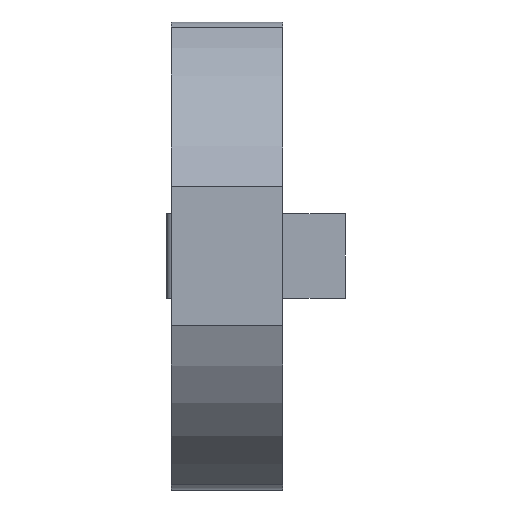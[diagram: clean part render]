
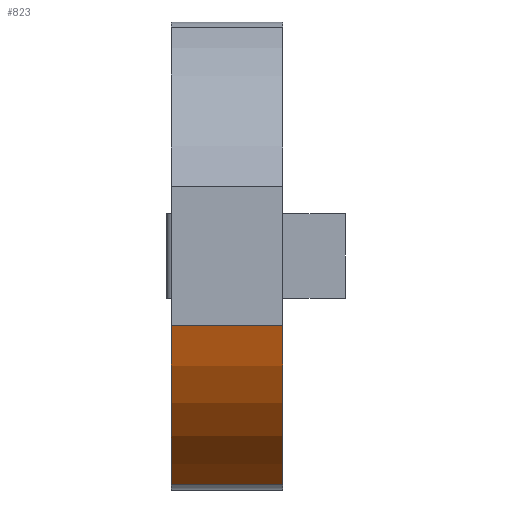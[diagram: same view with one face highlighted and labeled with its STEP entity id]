
A CAD part, left-side view. The second image highlights one B-rep face of the part: STEP entity #823.
In plain terms, the highlighted cylindrical face has radius 11.5 mm (diameter 23 mm), a partial arc.
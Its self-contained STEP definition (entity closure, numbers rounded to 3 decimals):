
#93 = CIRCLE ( 'NONE', #895, 11.5 ) ;
#95 = DIRECTION ( 'NONE',  ( 0., 1., 0. ) ) ;
#165 = CARTESIAN_POINT ( 'NONE',  ( -12.48, 0., -3.175 ) ) ;
#514 = FACE_OUTER_BOUND ( 'NONE', #2602, .T. ) ;
#531 = CARTESIAN_POINT ( 'NONE',  ( -12.48, 0.68, -3.175 ) ) ;
#582 = CARTESIAN_POINT ( 'NONE',  ( -6.251, 5.08, -10.439 ) ) ;
#628 = VERTEX_POINT ( 'NONE', #165 ) ;
#699 = DIRECTION ( 'NONE',  ( 0., 0., -1. ) ) ;
#823 = ADVANCED_FACE ( 'NONE', ( #514 ), #4357, .T. ) ;
#895 = AXIS2_PLACEMENT_3D ( 'NONE', #4659, #95, #1232 ) ;
#965 = VERTEX_POINT ( 'NONE', #2571 ) ;
#1044 = CARTESIAN_POINT ( 'NONE',  ( -6.251, 0.68, -10.439 ) ) ;
#1092 = DIRECTION ( 'NONE',  ( 0., 1., 0. ) ) ;
#1232 = DIRECTION ( 'NONE',  ( 0., 0., 1. ) ) ;
#1245 = VECTOR ( 'NONE', #2461, 1000. ) ;
#1320 = VECTOR ( 'NONE', #1455, 1000. ) ;
#1455 = DIRECTION ( 'NONE',  ( 0., -1., 0. ) ) ;
#1478 = CIRCLE ( 'NONE', #2781, 11.5 ) ;
#1508 = EDGE_CURVE ( 'NONE', #4426, #4647, #3068, .T. ) ;
#1510 = ORIENTED_EDGE ( 'NONE', *, *, #3774, .F. ) ;
#1639 = CARTESIAN_POINT ( 'NONE',  ( -1.427, 0.68, 0. ) ) ;
#1815 = AXIS2_PLACEMENT_3D ( 'NONE', #1639, #2796, #2746 ) ;
#1837 = CARTESIAN_POINT ( 'NONE',  ( -1.427, 0., 0. ) ) ;
#1945 = EDGE_CURVE ( 'NONE', #965, #628, #4326, .T. ) ;
#2461 = DIRECTION ( 'NONE',  ( 0., -1., 0. ) ) ;
#2571 = CARTESIAN_POINT ( 'NONE',  ( -12.48, 5.08, -3.175 ) ) ;
#2602 = EDGE_LOOP ( 'NONE', ( #3338, #4878, #1510, #3492 ) ) ;
#2746 = DIRECTION ( 'NONE',  ( 0., 0., -1. ) ) ;
#2781 = AXIS2_PLACEMENT_3D ( 'NONE', #1837, #1092, #699 ) ;
#2796 = DIRECTION ( 'NONE',  ( 0., -1., 0. ) ) ;
#2994 = EDGE_CURVE ( 'NONE', #4647, #628, #1478, .T. ) ;
#3068 = LINE ( 'NONE', #1044, #1320 ) ;
#3338 = ORIENTED_EDGE ( 'NONE', *, *, #2994, .T. ) ;
#3492 = ORIENTED_EDGE ( 'NONE', *, *, #1508, .T. ) ;
#3774 = EDGE_CURVE ( 'NONE', #4426, #965, #93, .T. ) ;
#4326 = LINE ( 'NONE', #531, #1245 ) ;
#4357 = CYLINDRICAL_SURFACE ( 'NONE', #1815, 11.5 ) ;
#4426 = VERTEX_POINT ( 'NONE', #582 ) ;
#4460 = CARTESIAN_POINT ( 'NONE',  ( -6.251, 0., -10.439 ) ) ;
#4647 = VERTEX_POINT ( 'NONE', #4460 ) ;
#4659 = CARTESIAN_POINT ( 'NONE',  ( -1.427, 5.08, 0. ) ) ;
#4878 = ORIENTED_EDGE ( 'NONE', *, *, #1945, .F. ) ;
